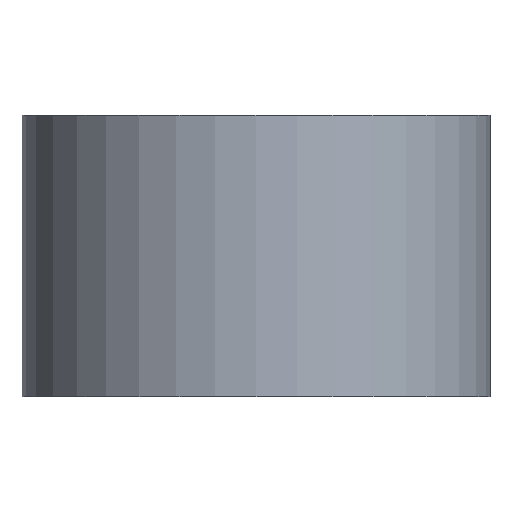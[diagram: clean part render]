
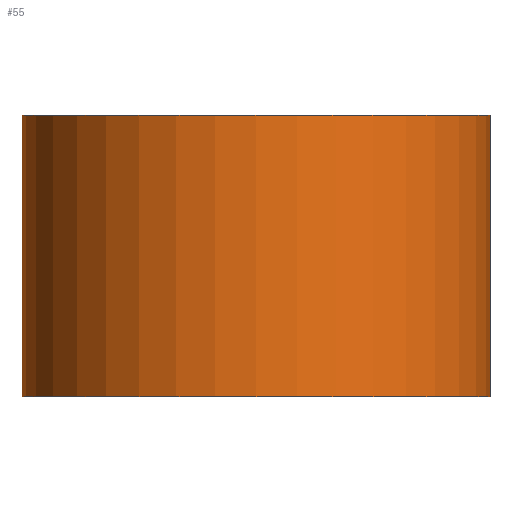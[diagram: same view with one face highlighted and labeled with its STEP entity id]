
A CAD part, front view. The second image highlights one B-rep face of the part: STEP entity #55.
In plain terms, the highlighted cylindrical face has radius 21.082 mm (diameter 42.164 mm), a full revolution.
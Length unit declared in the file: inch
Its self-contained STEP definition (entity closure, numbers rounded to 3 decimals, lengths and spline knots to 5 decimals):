
#17=FACE_BOUND('',#26,.T.);
#21=FACE_OUTER_BOUND('',#25,.T.);
#25=EDGE_LOOP('',(#45));
#26=EDGE_LOOP('',(#46));
#33=CIRCLE('',#80,0.83);
#34=CIRCLE('',#81,0.83);
#37=VERTEX_POINT('',#107);
#38=VERTEX_POINT('',#109);
#41=EDGE_CURVE('',#37,#37,#33,.T.);
#42=EDGE_CURVE('',#38,#38,#34,.T.);
#45=ORIENTED_EDGE('',*,*,#41,.T.);
#46=ORIENTED_EDGE('',*,*,#42,.T.);
#53=CYLINDRICAL_SURFACE('',#79,0.83);
#55=ADVANCED_FACE('',(#21,#17),#53,.T.);
#79=AXIS2_PLACEMENT_3D('',#106,#89,#90);
#80=AXIS2_PLACEMENT_3D('',#108,#91,#92);
#81=AXIS2_PLACEMENT_3D('',#110,#93,#94);
#89=DIRECTION('center_axis',(0.,0.,
-1.));
#90=DIRECTION('ref_axis',(0.,1.,0.));
#91=DIRECTION('center_axis',(0.,0.,
-1.));
#92=DIRECTION('ref_axis',(0.,1.,0.));
#93=DIRECTION('center_axis',(0.,0.,
1.));
#94=DIRECTION('ref_axis',(0.,1.,0.));
#106=CARTESIAN_POINT('Origin',(0.44205,3.41922,44.49601));
#107=CARTESIAN_POINT('',(0.44205,4.24922,45.49601));
#108=CARTESIAN_POINT('Origin',(0.44205,3.41922,45.49601));
#109=CARTESIAN_POINT('',(0.44205,4.24922,44.49601));
#110=CARTESIAN_POINT('Origin',(0.44205,3.41922,44.49601));
